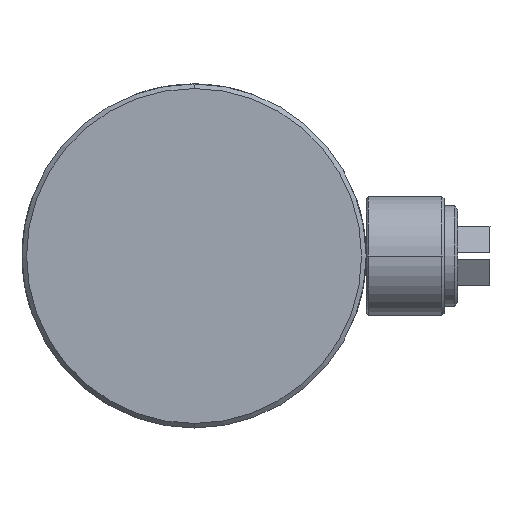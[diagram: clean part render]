
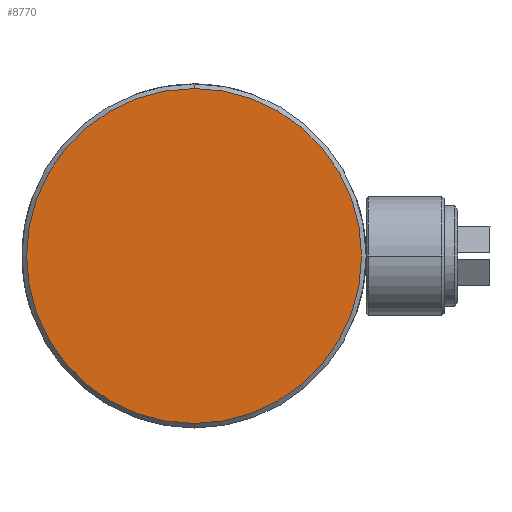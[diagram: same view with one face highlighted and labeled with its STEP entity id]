
A CAD part, left-side view. The second image highlights one B-rep face of the part: STEP entity #8770.
In plain terms, the highlighted planar face has unit normal (-1, 0, 0).
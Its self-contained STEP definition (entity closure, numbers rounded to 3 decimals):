
#233 = DIRECTION ( 'NONE',  ( -1., 0., 0. ) ) ;
#970 = EDGE_CURVE ( 'NONE', #8092, #4301, #9531, .T. ) ;
#1008 = CARTESIAN_POINT ( 'NONE',  ( -48., 0., 0. ) ) ;
#1186 = DIRECTION ( 'NONE',  ( -1., 0., 0. ) ) ;
#1938 = FACE_OUTER_BOUND ( 'NONE', #7006, .T. ) ;
#2195 = CIRCLE ( 'NONE', #7093, 36.5 ) ;
#2478 = AXIS2_PLACEMENT_3D ( 'NONE', #1008, #4053, #7154 ) ;
#2646 = CARTESIAN_POINT ( 'NONE',  ( -48., 0., 0. ) ) ;
#2731 = ORIENTED_EDGE ( 'NONE', *, *, #5644, .T. ) ;
#2938 = CARTESIAN_POINT ( 'NONE',  ( -48., 0., 36.5 ) ) ;
#3553 = PLANE ( 'NONE',  #9772 ) ;
#3717 = DIRECTION ( 'NONE',  ( 0., 0., 1. ) ) ;
#4053 = DIRECTION ( 'NONE',  ( -1., 0., 0. ) ) ;
#4301 = VERTEX_POINT ( 'NONE', #5146 ) ;
#5146 = CARTESIAN_POINT ( 'NONE',  ( -48., 0., -36.5 ) ) ;
#5505 = ORIENTED_EDGE ( 'NONE', *, *, #970, .T. ) ;
#5644 = EDGE_CURVE ( 'NONE', #4301, #8092, #2195, .T. ) ;
#7006 = EDGE_LOOP ( 'NONE', ( #2731, #5505 ) ) ;
#7093 = AXIS2_PLACEMENT_3D ( 'NONE', #2646, #233, #8017 ) ;
#7154 = DIRECTION ( 'NONE',  ( 0., 0., 1. ) ) ;
#8017 = DIRECTION ( 'NONE',  ( 0., 0., 1. ) ) ;
#8092 = VERTEX_POINT ( 'NONE', #9510 ) ;
#8770 = ADVANCED_FACE ( 'NONE', ( #1938 ), #3553, .T. ) ;
#9510 = CARTESIAN_POINT ( 'NONE',  ( -48., 0., 36.5 ) ) ;
#9531 = CIRCLE ( 'NONE', #2478, 36.5 ) ;
#9772 = AXIS2_PLACEMENT_3D ( 'NONE', #2938, #1186, #3717 ) ;
